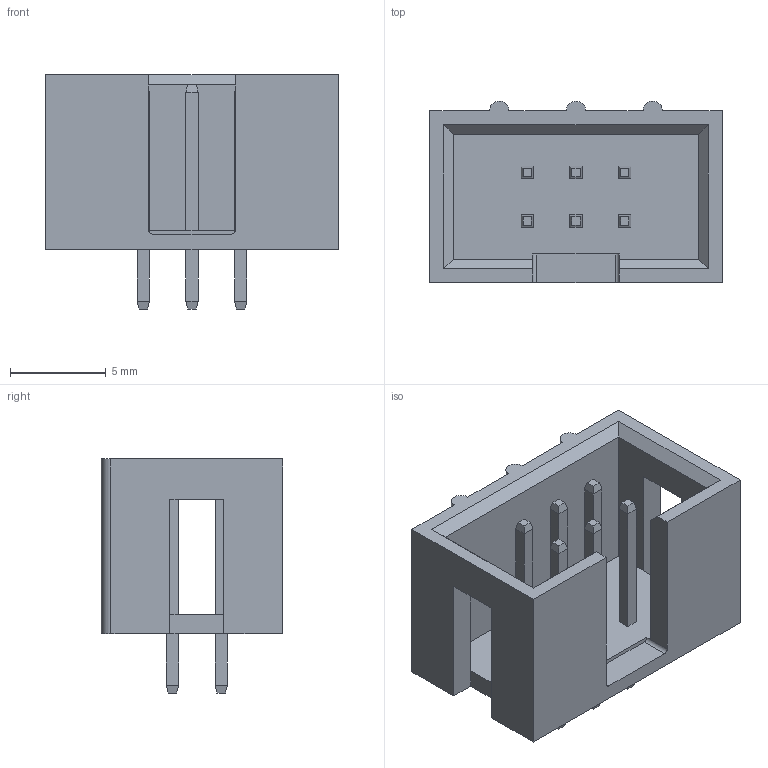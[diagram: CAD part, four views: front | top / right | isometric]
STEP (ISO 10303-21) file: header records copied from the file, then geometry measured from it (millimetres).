
FILE_DESCRIPTION (( 'STEP AP214' ), '1' );
FILE_NAME ('User Library-Header2x3-shrouded-vertical.STEP', '2017-02-23T11:29:23', ( 'Windows User' ), ( '' ), 'SwSTEP 2.0', 'SolidWorks 2017', '' );
FILE_SCHEMA (( 'AUTOMOTIVE_DESIGN' ));
Length unit declared in the file: millimetre
Products named in the file (1): User Library-Header2x3-shrouded-vertical
Bounding box: 15.24 x 9.45 x 12.2 mm (x, y, z)
Volume: 505.7 mm3; surface area: 1108 mm2
Topology: 1 solids, 1 shells, 145 faces, 351 edges, 216 vertices
Faces by surface type: plane 140, cylinder 5
Entity records: 5720 total; most frequent: CARTESIAN_POINT 713, ORIENTED_EDGE 702, DIRECTION 653, EDGE_CURVE 351, VECTOR 341, LINE 341, VERTEX_POINT 216, EDGE_LOOP 157
